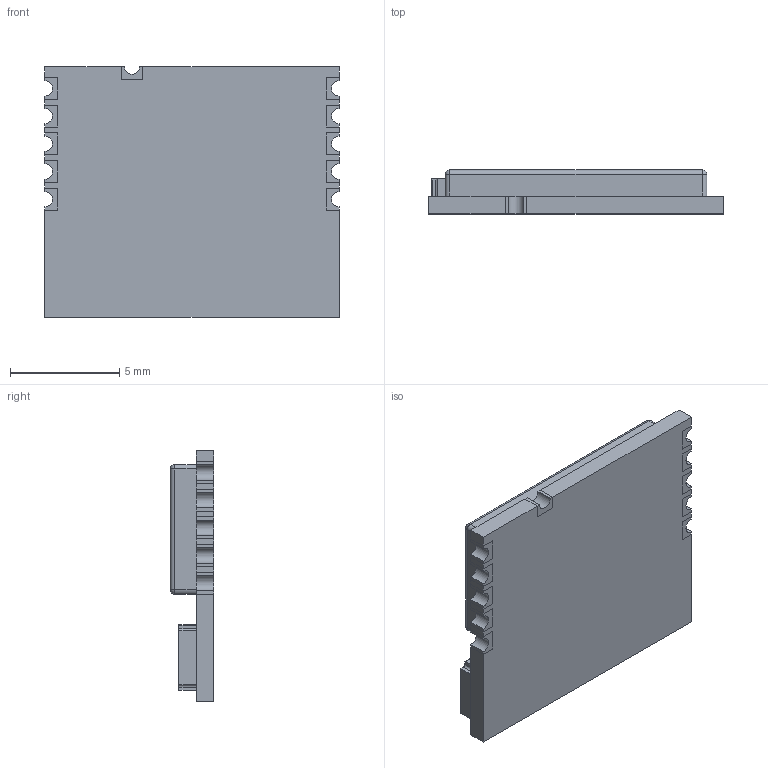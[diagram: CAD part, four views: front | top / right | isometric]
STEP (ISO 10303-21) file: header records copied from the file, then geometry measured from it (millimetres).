
FILE_DESCRIPTION (( 'STEP AP214' ), '1' );
FILE_NAME ('User Library-SPSGRF.STEP', '2018-05-27T08:50:15', ( '' ), ( '' ), 'SwSTEP 2.0', 'SolidWorks 2018', '' );
FILE_SCHEMA (( 'AUTOMOTIVE_DESIGN' ));
Length unit declared in the file: millimetre
Products named in the file (1): User Library-SPSGRF
Bounding box: 13.5 x 2 x 11.5 mm (x, y, z)
Volume: 233.3 mm3; surface area: 416.1 mm2
Topology: 1 solids, 1 shells, 237 faces, 663 edges, 426 vertices
Faces by surface type: plane 154, cylinder 79, sphere 4
Entity records: 10041 total; most frequent: CARTESIAN_POINT 1323, ORIENTED_EDGE 1318, DIRECTION 1294, EDGE_CURVE 659, VECTOR 500, LINE 500, VERTEX_POINT 426, AXIS2_PLACEMENT_3D 397
